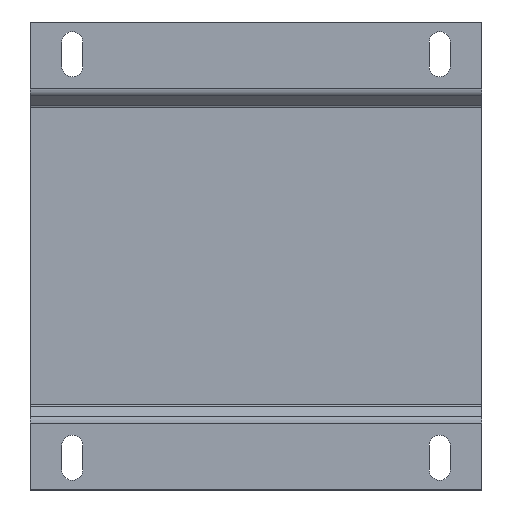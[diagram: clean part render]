
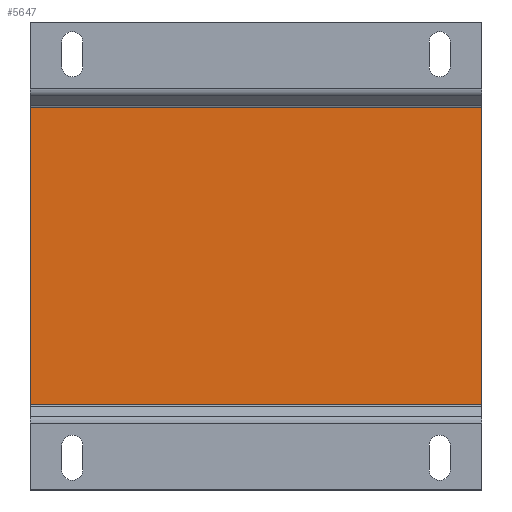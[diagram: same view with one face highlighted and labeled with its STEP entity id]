
A CAD part, front view. The second image highlights one B-rep face of the part: STEP entity #5647.
In plain terms, the highlighted planar face has unit normal (0, -1, 0).
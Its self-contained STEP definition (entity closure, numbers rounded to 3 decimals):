
#494 = VECTOR ( 'NONE', #4294, 1000. ) ;
#513 = AXIS2_PLACEMENT_3D ( 'NONE', #1640, #5681, #4030 ) ;
#775 = VERTEX_POINT ( 'NONE', #5129 ) ;
#926 = EDGE_CURVE ( 'NONE', #1226, #4814, #4629, .T. ) ;
#1226 = VERTEX_POINT ( 'NONE', #7038 ) ;
#1408 = ORIENTED_EDGE ( 'NONE', *, *, #6173, .F. ) ;
#1413 = CARTESIAN_POINT ( 'NONE',  ( -75., -64.5, 49.313 ) ) ;
#1430 = LINE ( 'NONE', #4605, #5219 ) ;
#1640 = CARTESIAN_POINT ( 'NONE',  ( 0., -64.5, 0. ) ) ;
#1850 = EDGE_LOOP ( 'NONE', ( #2257, #2957, #5720, #1408 ) ) ;
#1967 = LINE ( 'NONE', #4267, #494 ) ;
#2257 = ORIENTED_EDGE ( 'NONE', *, *, #6187, .F. ) ;
#2259 = CARTESIAN_POINT ( 'NONE',  ( 0., -64.5, -49.313 ) ) ;
#2850 = DIRECTION ( 'NONE',  ( 0., 0., -1. ) ) ;
#2957 = ORIENTED_EDGE ( 'NONE', *, *, #4761, .T. ) ;
#3373 = PLANE ( 'NONE',  #513 ) ;
#4010 = VECTOR ( 'NONE', #5363, 1000. ) ;
#4030 = DIRECTION ( 'NONE',  ( 0., 0., 1. ) ) ;
#4061 = LINE ( 'NONE', #2259, #6405 ) ;
#4267 = CARTESIAN_POINT ( 'NONE',  ( 0., -64.5, 49.313 ) ) ;
#4294 = DIRECTION ( 'NONE',  ( -1., 0., 0. ) ) ;
#4605 = CARTESIAN_POINT ( 'NONE',  ( 75., -64.5, -77.7 ) ) ;
#4629 = LINE ( 'NONE', #6557, #4010 ) ;
#4761 = EDGE_CURVE ( 'NONE', #6002, #4814, #1967, .T. ) ;
#4814 = VERTEX_POINT ( 'NONE', #1413 ) ;
#5129 = CARTESIAN_POINT ( 'NONE',  ( 75., -64.5, -49.313 ) ) ;
#5219 = VECTOR ( 'NONE', #2850, 1000. ) ;
#5363 = DIRECTION ( 'NONE',  ( 0., 0., 1. ) ) ;
#5554 = CARTESIAN_POINT ( 'NONE',  ( 75., -64.5, 49.313 ) ) ;
#5647 = ADVANCED_FACE ( 'NONE', ( #7330 ), #3373, .F. ) ;
#5681 = DIRECTION ( 'NONE',  ( 0., 1., 0. ) ) ;
#5720 = ORIENTED_EDGE ( 'NONE', *, *, #926, .F. ) ;
#6002 = VERTEX_POINT ( 'NONE', #5554 ) ;
#6173 = EDGE_CURVE ( 'NONE', #775, #1226, #4061, .T. ) ;
#6187 = EDGE_CURVE ( 'NONE', #6002, #775, #1430, .T. ) ;
#6349 = DIRECTION ( 'NONE',  ( -1., 0., 0. ) ) ;
#6405 = VECTOR ( 'NONE', #6349, 1000. ) ;
#6557 = CARTESIAN_POINT ( 'NONE',  ( -75., -64.5, -77.7 ) ) ;
#7038 = CARTESIAN_POINT ( 'NONE',  ( -75., -64.5, -49.313 ) ) ;
#7330 = FACE_OUTER_BOUND ( 'NONE', #1850, .T. ) ;
